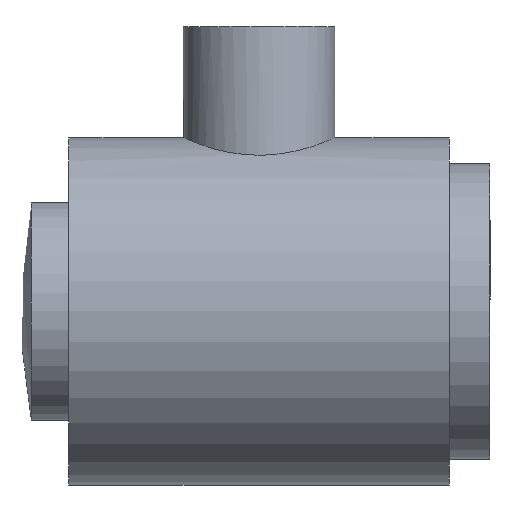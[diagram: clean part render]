
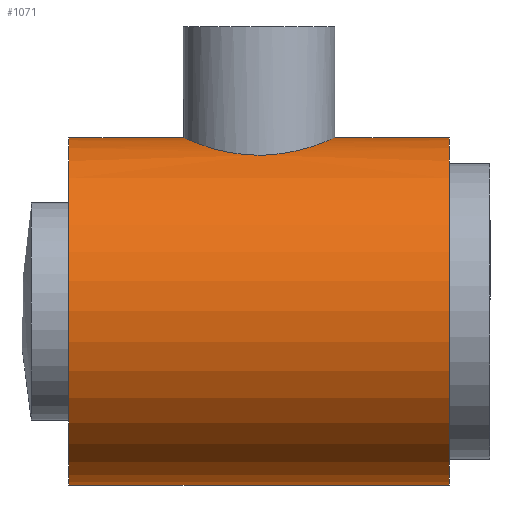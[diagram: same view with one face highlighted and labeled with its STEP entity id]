
A CAD part, left-side view. The second image highlights one B-rep face of the part: STEP entity #1071.
In plain terms, the highlighted cylindrical face has radius 47 mm (diameter 94 mm), a full revolution.
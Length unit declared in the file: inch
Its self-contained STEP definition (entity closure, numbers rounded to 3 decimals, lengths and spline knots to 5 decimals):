
#70=B_SPLINE_CURVE_WITH_KNOTS('',3,(#4265,#4266,#4267,#4268,#4269,#4270,
#4271,#4272,#4273,#4274,#4275,#4276,#4277,#4278,#4279,#4280,#4281,#4282,
#4283,#4284,#4285,#4286,#4287,#4288,#4289,#4290,#4291,#4292,#4293,#4294,
#4295,#4296,#4297,#4298),.UNSPECIFIED.,.F.,.F.,(4,2,2,2,2,2,2,2,2,2,2,2,
2,2,2,2,4),(0.,0.39219,0.78439,1.17658,1.56877,
1.96039,2.352,2.74361,3.13523,3.52684,
3.91846,4.31007,4.70168,5.09388,5.48607,
5.87826,6.27046),.UNSPECIFIED.);
#71=B_SPLINE_CURVE_WITH_KNOTS('',3,(#4299,#4300,#4301,#4302,#4303,#4304,
#4305,#4306,#4307,#4308,#4309,#4310,#4311,#4312,#4313,#4314,#4315,#4316,
#4317,#4318,#4319,#4320,#4321,#4322,#4323,#4324,#4325,#4326,#4327,#4328,
#4329,#4330,#4331,#4332),.UNSPECIFIED.,.F.,.F.,(4,2,2,2,2,2,2,2,2,2,2,2,
2,2,2,2,4),(6.27046,6.66265,7.05484,7.44704,
7.83923,8.23084,8.62246,9.01407,9.40569,
9.7973,10.18891,10.58053,10.97214,11.36433,
11.75653,12.14872,12.54091),.UNSPECIFIED.);
#88=FACE_BOUND('',#252,.T.);
#178=FACE_OUTER_BOUND('',#251,.T.);
#251=EDGE_LOOP('',(#959,#960,#961,#962));
#252=EDGE_LOOP('',(#963,#964));
#326=LINE('',#4349,#396);
#396=VECTOR('',#1426,1.85039);
#422=CIRCLE('',#1173,1.85039);
#424=CIRCLE('',#1176,1.85039);
#518=VERTEX_POINT('',#4262);
#519=VERTEX_POINT('',#4264);
#522=VERTEX_POINT('',#4342);
#524=VERTEX_POINT('',#4347);
#665=EDGE_CURVE('',#519,#518,#70,.T.);
#666=EDGE_CURVE('',#518,#519,#71,.T.);
#670=EDGE_CURVE('',#522,#522,#422,.T.);
#672=EDGE_CURVE('',#524,#524,#424,.T.);
#673=EDGE_CURVE('',#524,#522,#326,.T.);
#959=ORIENTED_EDGE('',*,*,#672,.F.);
#960=ORIENTED_EDGE('',*,*,#673,.T.);
#961=ORIENTED_EDGE('',*,*,#670,.T.);
#962=ORIENTED_EDGE('',*,*,#673,.F.);
#963=ORIENTED_EDGE('',*,*,#665,.T.);
#964=ORIENTED_EDGE('',*,*,#666,.T.);
#1008=CYLINDRICAL_SURFACE('',#1175,1.85039);
#1071=ADVANCED_FACE('',(#178,#88),#1008,.T.);
#1173=AXIS2_PLACEMENT_3D('',#4343,#1418,#1419);
#1175=AXIS2_PLACEMENT_3D('',#4346,#1422,#1423);
#1176=AXIS2_PLACEMENT_3D('',#4348,#1424,#1425);
#1418=DIRECTION('center_axis',(0.,1.,0.));
#1419=DIRECTION('ref_axis',(-1.,0.,0.));
#1422=DIRECTION('center_axis',(0.,1.,0.));
#1423=DIRECTION('ref_axis',(-1.,0.,0.));
#1424=DIRECTION('center_axis',(0.,1.,0.));
#1425=DIRECTION('ref_axis',(-1.,0.,0.));
#1426=DIRECTION('',(0.,-1.,0.));
#4262=CARTESIAN_POINT('',(-0.80709,2.46063,1.6651));
#4264=CARTESIAN_POINT('',(0.80709,2.46063,1.6651));
#4265=CARTESIAN_POINT('Ctrl Pts',(0.80709,2.46063,1.6651));
#4266=CARTESIAN_POINT('Ctrl Pts',(0.80709,2.40916,1.6651));
#4267=CARTESIAN_POINT('Ctrl Pts',(0.80208,2.3562,1.66756));
#4268=CARTESIAN_POINT('Ctrl Pts',(0.78131,2.25134,1.67739));
#4269=CARTESIAN_POINT('Ctrl Pts',(0.76554,2.19944,1.68476));
#4270=CARTESIAN_POINT('Ctrl Pts',(0.72417,2.10028,1.70295));
#4271=CARTESIAN_POINT('Ctrl Pts',(0.69853,2.05292,1.71377));
#4272=CARTESIAN_POINT('Ctrl Pts',(0.63953,1.96549,1.73665));
#4273=CARTESIAN_POINT('Ctrl Pts',(0.60617,1.92541,1.74869));
#4274=CARTESIAN_POINT('Ctrl Pts',(0.53528,1.85451,1.77167));
#4275=CARTESIAN_POINT('Ctrl Pts',(0.49522,1.82116,1.78346));
#4276=CARTESIAN_POINT('Ctrl Pts',(0.40778,1.76214,1.80547));
#4277=CARTESIAN_POINT('Ctrl Pts',(0.36038,1.73647,1.81566));
#4278=CARTESIAN_POINT('Ctrl Pts',(0.26114,1.69507,1.83257));
#4279=CARTESIAN_POINT('Ctrl Pts',(0.2092,1.6793,1.83928));
#4280=CARTESIAN_POINT('Ctrl Pts',(0.10433,1.65853,1.8482));
#4281=CARTESIAN_POINT('Ctrl Pts',(0.05139,1.65354,1.85039));
#4282=CARTESIAN_POINT('Ctrl Pts',(-0.05139,1.65354,
1.85039));
#4283=CARTESIAN_POINT('Ctrl Pts',(-0.10433,1.65853,1.8482));
#4284=CARTESIAN_POINT('Ctrl Pts',(-0.2092,1.6793,1.83928));
#4285=CARTESIAN_POINT('Ctrl Pts',(-0.26114,1.69507,1.83257));
#4286=CARTESIAN_POINT('Ctrl Pts',(-0.36038,1.73647,1.81566));
#4287=CARTESIAN_POINT('Ctrl Pts',(-0.40778,1.76214,1.80547));
#4288=CARTESIAN_POINT('Ctrl Pts',(-0.49522,1.82116,1.78346));
#4289=CARTESIAN_POINT('Ctrl Pts',(-0.53528,1.85451,1.77167));
#4290=CARTESIAN_POINT('Ctrl Pts',(-0.60617,1.92541,1.74869));
#4291=CARTESIAN_POINT('Ctrl Pts',(-0.63953,1.96549,1.73665));
#4292=CARTESIAN_POINT('Ctrl Pts',(-0.69853,2.05292,1.71377));
#4293=CARTESIAN_POINT('Ctrl Pts',(-0.72417,2.10028,1.70295));
#4294=CARTESIAN_POINT('Ctrl Pts',(-0.76554,2.19944,1.68476));
#4295=CARTESIAN_POINT('Ctrl Pts',(-0.78131,2.25134,1.67739));
#4296=CARTESIAN_POINT('Ctrl Pts',(-0.80208,2.3562,1.66756));
#4297=CARTESIAN_POINT('Ctrl Pts',(-0.80709,2.40916,1.6651));
#4298=CARTESIAN_POINT('Ctrl Pts',(-0.80709,2.46063,1.6651));
#4299=CARTESIAN_POINT('Ctrl Pts',(-0.80709,2.46063,1.6651));
#4300=CARTESIAN_POINT('Ctrl Pts',(-0.80709,2.5121,1.6651));
#4301=CARTESIAN_POINT('Ctrl Pts',(-0.80208,2.56506,1.66756));
#4302=CARTESIAN_POINT('Ctrl Pts',(-0.78131,2.66992,1.67739));
#4303=CARTESIAN_POINT('Ctrl Pts',(-0.76554,2.72182,1.68476));
#4304=CARTESIAN_POINT('Ctrl Pts',(-0.72417,2.82098,1.70295));
#4305=CARTESIAN_POINT('Ctrl Pts',(-0.69853,2.86834,1.71377));
#4306=CARTESIAN_POINT('Ctrl Pts',(-0.63953,2.95577,1.73665));
#4307=CARTESIAN_POINT('Ctrl Pts',(-0.60617,2.99585,1.74869));
#4308=CARTESIAN_POINT('Ctrl Pts',(-0.53528,3.06675,1.77167));
#4309=CARTESIAN_POINT('Ctrl Pts',(-0.49522,3.1001,1.78346));
#4310=CARTESIAN_POINT('Ctrl Pts',(-0.40778,3.15912,1.80547));
#4311=CARTESIAN_POINT('Ctrl Pts',(-0.36038,3.18479,1.81566));
#4312=CARTESIAN_POINT('Ctrl Pts',(-0.26114,3.22619,1.83257));
#4313=CARTESIAN_POINT('Ctrl Pts',(-0.2092,3.24196,1.83928));
#4314=CARTESIAN_POINT('Ctrl Pts',(-0.10433,3.26273,1.8482));
#4315=CARTESIAN_POINT('Ctrl Pts',(-0.05139,3.26772,
1.85039));
#4316=CARTESIAN_POINT('Ctrl Pts',(0.05139,3.26772,1.85039));
#4317=CARTESIAN_POINT('Ctrl Pts',(0.10433,3.26273,1.8482));
#4318=CARTESIAN_POINT('Ctrl Pts',(0.2092,3.24196,1.83928));
#4319=CARTESIAN_POINT('Ctrl Pts',(0.26114,3.22619,1.83257));
#4320=CARTESIAN_POINT('Ctrl Pts',(0.36038,3.18479,1.81566));
#4321=CARTESIAN_POINT('Ctrl Pts',(0.40778,3.15912,1.80547));
#4322=CARTESIAN_POINT('Ctrl Pts',(0.49522,3.1001,1.78346));
#4323=CARTESIAN_POINT('Ctrl Pts',(0.53528,3.06675,1.77167));
#4324=CARTESIAN_POINT('Ctrl Pts',(0.60617,2.99585,1.74869));
#4325=CARTESIAN_POINT('Ctrl Pts',(0.63953,2.95577,1.73665));
#4326=CARTESIAN_POINT('Ctrl Pts',(0.69853,2.86834,1.71377));
#4327=CARTESIAN_POINT('Ctrl Pts',(0.72417,2.82098,1.70295));
#4328=CARTESIAN_POINT('Ctrl Pts',(0.76554,2.72182,1.68476));
#4329=CARTESIAN_POINT('Ctrl Pts',(0.78131,2.66992,1.67739));
#4330=CARTESIAN_POINT('Ctrl Pts',(0.80208,2.56506,1.66756));
#4331=CARTESIAN_POINT('Ctrl Pts',(0.80709,2.5121,1.6651));
#4332=CARTESIAN_POINT('Ctrl Pts',(0.80709,2.46063,1.6651));
#4342=CARTESIAN_POINT('',(1.85039,0.43307,0.));
#4343=CARTESIAN_POINT('Origin',(0.,0.43307,0.));
#4346=CARTESIAN_POINT('Origin',(0.,0.43307,0.));
#4347=CARTESIAN_POINT('',(1.85039,4.48819,0.));
#4348=CARTESIAN_POINT('Origin',(0.,4.48819,0.));
#4349=CARTESIAN_POINT('',(1.85039,0.43307,0.));
